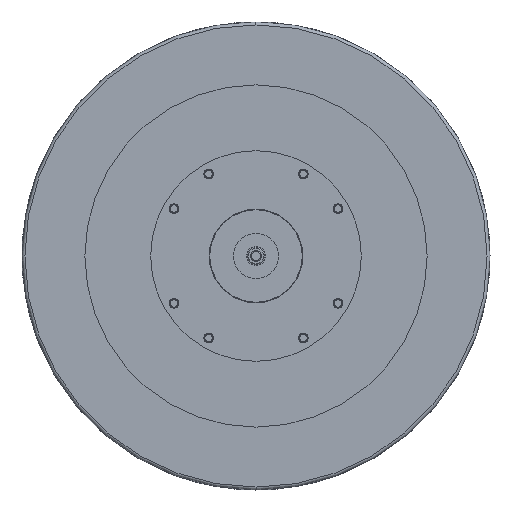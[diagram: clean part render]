
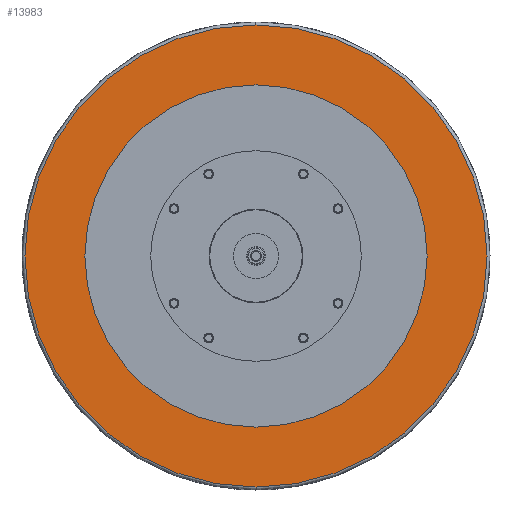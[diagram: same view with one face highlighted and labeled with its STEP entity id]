
A CAD part, left-side view. The second image highlights one B-rep face of the part: STEP entity #13983.
In plain terms, the highlighted planar face has unit normal (-1, 0, 0).
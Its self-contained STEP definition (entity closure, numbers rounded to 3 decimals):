
#1790 = ORIENTED_EDGE ( 'NONE', *, *, #21223, .T. ) ;
#1905 = CARTESIAN_POINT ( 'NONE',  ( -238., 0., -585. ) ) ;
#1916 = DIRECTION ( 'NONE',  ( 0., 0., 1. ) ) ;
#4010 = CARTESIAN_POINT ( 'NONE',  ( -238., 0., -790. ) ) ;
#4181 = CIRCLE ( 'NONE', #25463, 585. ) ;
#4215 = DIRECTION ( 'NONE',  ( 0., 0., -1. ) ) ;
#5866 = CARTESIAN_POINT ( 'NONE',  ( -238., 0., 0. ) ) ;
#6689 = EDGE_LOOP ( 'NONE', ( #1790, #28970 ) ) ;
#7097 = PLANE ( 'NONE',  #33713 ) ;
#9038 = VERTEX_POINT ( 'NONE', #4010 ) ;
#9212 = DIRECTION ( 'NONE',  ( 0., 0., -1. ) ) ;
#9719 = CIRCLE ( 'NONE', #30994, 790. ) ;
#10881 = EDGE_CURVE ( 'NONE', #29362, #26430, #4181, .T. ) ;
#12594 = CARTESIAN_POINT ( 'NONE',  ( -238., 0., 790. ) ) ;
#13797 = CARTESIAN_POINT ( 'NONE',  ( -238., 0., 0. ) ) ;
#13983 = ADVANCED_FACE ( 'NONE', ( #21529, #33135 ), #7097, .F. ) ;
#14900 = CIRCLE ( 'NONE', #36145, 585. ) ;
#16369 = CARTESIAN_POINT ( 'NONE',  ( -238., 0., 0. ) ) ;
#16906 = AXIS2_PLACEMENT_3D ( 'NONE', #5866, #17459, #29057 ) ;
#17459 = DIRECTION ( 'NONE',  ( -1., 0., 0. ) ) ;
#18675 = CARTESIAN_POINT ( 'NONE',  ( -238., 800., 0. ) ) ;
#20057 = CARTESIAN_POINT ( 'NONE',  ( -238., 0., 585. ) ) ;
#20461 = EDGE_CURVE ( 'NONE', #35856, #9038, #9719, .T. ) ;
#21223 = EDGE_CURVE ( 'NONE', #9038, #35856, #33296, .T. ) ;
#21529 = FACE_OUTER_BOUND ( 'NONE', #6689, .T. ) ;
#23641 = CARTESIAN_POINT ( 'NONE',  ( -238., 0., 0. ) ) ;
#25387 = DIRECTION ( 'NONE',  ( -1., 0., 0. ) ) ;
#25463 = AXIS2_PLACEMENT_3D ( 'NONE', #16369, #27969, #1916 ) ;
#26430 = VERTEX_POINT ( 'NONE', #1905 ) ;
#27969 = DIRECTION ( 'NONE',  ( -1., 0., 0. ) ) ;
#28472 = EDGE_LOOP ( 'NONE', ( #33050, #36511 ) ) ;
#28970 = ORIENTED_EDGE ( 'NONE', *, *, #20461, .T. ) ;
#29057 = DIRECTION ( 'NONE',  ( 0., 0., -1. ) ) ;
#29362 = VERTEX_POINT ( 'NONE', #20057 ) ;
#30272 = DIRECTION ( 'NONE',  ( 1., 0., 0. ) ) ;
#30849 = EDGE_CURVE ( 'NONE', #26430, #29362, #14900, .T. ) ;
#30994 = AXIS2_PLACEMENT_3D ( 'NONE', #23641, #35243, #9212 ) ;
#33050 = ORIENTED_EDGE ( 'NONE', *, *, #10881, .F. ) ;
#33135 = FACE_BOUND ( 'NONE', #28472, .T. ) ;
#33296 = CIRCLE ( 'NONE', #16906, 790. ) ;
#33713 = AXIS2_PLACEMENT_3D ( 'NONE', #18675, #30272, #4215 ) ;
#35243 = DIRECTION ( 'NONE',  ( -1., 0., 0. ) ) ;
#35856 = VERTEX_POINT ( 'NONE', #12594 ) ;
#36145 = AXIS2_PLACEMENT_3D ( 'NONE', #13797, #25387, #36969 ) ;
#36511 = ORIENTED_EDGE ( 'NONE', *, *, #30849, .F. ) ;
#36969 = DIRECTION ( 'NONE',  ( 0., 0., 1. ) ) ;
